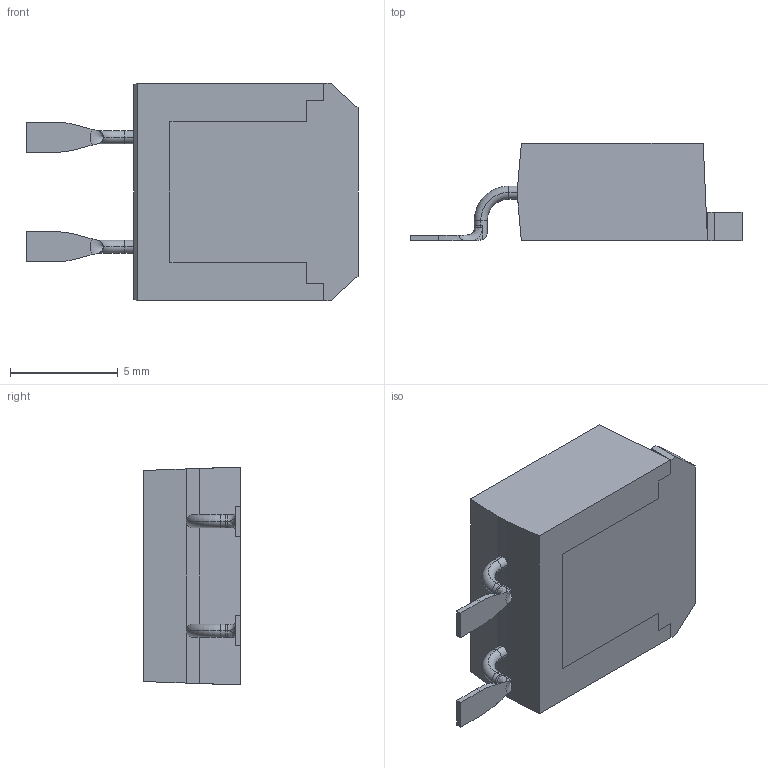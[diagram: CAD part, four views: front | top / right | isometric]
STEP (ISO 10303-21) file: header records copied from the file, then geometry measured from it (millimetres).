
FILE_DESCRIPTION (( 'STEP AP214' ), '1' );
FILE_NAME ('PWR263S-20-1203JE.STEP', '2023-05-04T04:28:17', ( '' ), ( '' ), 'SwSTEP 2.0', 'SolidWorks 2021', '' );
FILE_SCHEMA (( 'AUTOMOTIVE_DESIGN' ));
Length unit declared in the file: millimetre
Products named in the file (1): PWR263S-20-1203JE
Bounding box: 15.39 x 4.5 x 10.1 mm (x, y, z)
Volume: 409.3 mm3; surface area: 559.4 mm2
Topology: 4 solids, 4 shells, 92 faces, 234 edges, 148 vertices
Faces by surface type: plane 52, cylinder 24, torus 12, bspline 4
Entity records: 3023 total; most frequent: CARTESIAN_POINT 781, ORIENTED_EDGE 464, DIRECTION 436, EDGE_CURVE 232, VERTEX_POINT 148, AXIS2_PLACEMENT_3D 147, LINE 142, VECTOR 142
